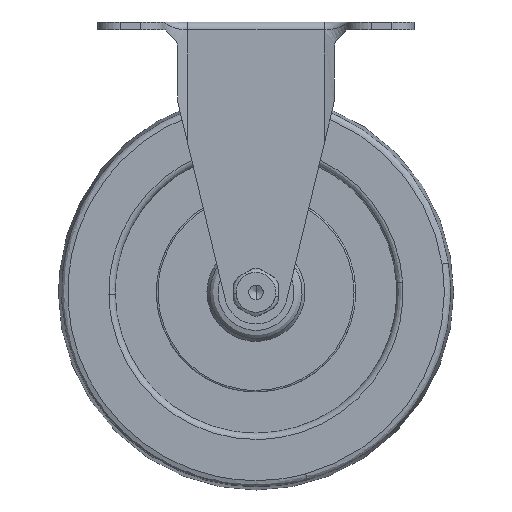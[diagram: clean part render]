
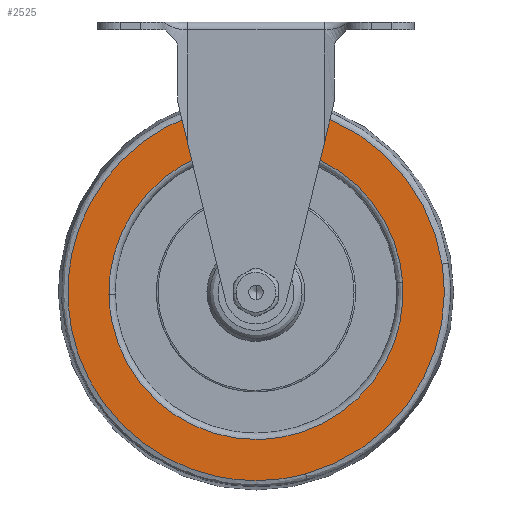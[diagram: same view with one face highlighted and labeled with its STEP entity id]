
A CAD part, front view. The second image highlights one B-rep face of the part: STEP entity #2525.
In plain terms, the highlighted free-form (B-spline) face has degree [1, 1] with [2, 2] control points.
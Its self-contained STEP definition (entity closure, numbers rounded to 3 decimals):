
#725=CARTESIAN_POINT('',(-46.496,-13.5,-0.584));
#726=VERTEX_POINT('',#725);
#740=CARTESIAN_POINT('',(0.0,-13.5,-46.5));
#741=VERTEX_POINT('',#740);
#742=CARTESIAN_POINT('',(0.0,-13.5,-46.5));
#743=CARTESIAN_POINT('',(-45.919,-13.5,-46.5));
#744=CARTESIAN_POINT('',(-46.496,-13.5,-0.584));
#752=(BOUNDED_CURVE()B_SPLINE_CURVE(2,(#742,#743,#744),.UNSPECIFIED.,.F.,.U.)B_SPLINE_CURVE_WITH_KNOTS((3,3),(0.5,0.748),.UNSPECIFIED.)CURVE()GEOMETRIC_REPRESENTATION_ITEM()RATIONAL_B_SPLINE_CURVE((1.0,0.71,0.995))REPRESENTATION_ITEM(''));
#753=EDGE_CURVE('',#741,#726,#752,.T.);
#755=CARTESIAN_POINT('',(46.387,-13.5,3.243));
#756=VERTEX_POINT('',#755);
#757=CARTESIAN_POINT('',(46.387,-13.5,3.243));
#758=CARTESIAN_POINT('',(46.5,-13.5,1.623));
#759=CARTESIAN_POINT('',(46.5,-13.5,0.));
#760=CARTESIAN_POINT('',(46.5,-13.5,-46.5));
#761=CARTESIAN_POINT('',(0.0,-13.5,-46.5));
#769=(BOUNDED_CURVE()B_SPLINE_CURVE(2,(#757,#758,#759,#760,#761),.UNSPECIFIED.,.F.,.U.)B_SPLINE_CURVE_WITH_KNOTS((3,2,3),(0.238,0.25,0.5),.UNSPECIFIED.)CURVE()GEOMETRIC_REPRESENTATION_ITEM()RATIONAL_B_SPLINE_CURVE((0.973,0.986,1.0,0.707,1.0))REPRESENTATION_ITEM(''));
#770=EDGE_CURVE('',#756,#741,#769,.T.);
#827=CARTESIAN_POINT('',(0.0,-13.5,46.5));
#828=VERTEX_POINT('',#827);
#829=CARTESIAN_POINT('',(0.0,-13.5,46.5));
#830=CARTESIAN_POINT('',(43.363,-13.5,46.5));
#831=CARTESIAN_POINT('',(46.387,-13.5,3.243));
#839=(BOUNDED_CURVE()B_SPLINE_CURVE(2,(#829,#830,#831),.UNSPECIFIED.,.F.,.U.)B_SPLINE_CURVE_WITH_KNOTS((3,3),(0.0,0.238),.UNSPECIFIED.)CURVE()GEOMETRIC_REPRESENTATION_ITEM()RATIONAL_B_SPLINE_CURVE((1.0,0.721,0.973))REPRESENTATION_ITEM(''));
#840=EDGE_CURVE('',#828,#756,#839,.T.);
#842=CARTESIAN_POINT('',(-46.496,-13.5,-0.584));
#843=CARTESIAN_POINT('',(-46.5,-13.5,-0.292));
#844=CARTESIAN_POINT('',(-46.5,-13.5,0.));
#845=CARTESIAN_POINT('',(-46.5,-13.5,46.5));
#846=CARTESIAN_POINT('',(0.0,-13.5,46.5));
#854=(BOUNDED_CURVE()B_SPLINE_CURVE(2,(#842,#843,#844,#845,#846),.UNSPECIFIED.,.F.,.U.)B_SPLINE_CURVE_WITH_KNOTS((3,2,3),(0.748,0.75,1.0),.UNSPECIFIED.)CURVE()GEOMETRIC_REPRESENTATION_ITEM()RATIONAL_B_SPLINE_CURVE((0.995,0.997,1.0,0.707,1.0))REPRESENTATION_ITEM(''));
#855=EDGE_CURVE('',#726,#828,#854,.T.);
#1843=CARTESIAN_POINT('',(15.676,-13.5,-57.419));
#1844=VERTEX_POINT('',#1843);
#1845=CARTESIAN_POINT('',(58.845,-13.5,8.942));
#1846=VERTEX_POINT('',#1845);
#1847=CARTESIAN_POINT('',(15.676,-13.5,-57.419));
#1848=CARTESIAN_POINT('',(59.521,-13.5,-45.449));
#1849=CARTESIAN_POINT('',(59.521,-13.5,0.));
#1850=CARTESIAN_POINT('',(59.521,-13.5,4.496));
#1851=CARTESIAN_POINT('',(58.845,-13.5,8.942));
#1859=(BOUNDED_CURVE()B_SPLINE_CURVE(2,(#1847,#1848,#1849,#1850,#1851),.UNSPECIFIED.,.F.,.U.)B_SPLINE_CURVE_WITH_KNOTS((3,2,3),(0.045,0.25,0.276),.UNSPECIFIED.)CURVE()GEOMETRIC_REPRESENTATION_ITEM()RATIONAL_B_SPLINE_CURVE((0.914,0.76,1.0,0.97,0.946))REPRESENTATION_ITEM(''));
#1860=EDGE_CURVE('',#1844,#1846,#1859,.T.);
#1945=CARTESIAN_POINT('',(0.0,-13.5,-59.521));
#1946=VERTEX_POINT('',#1945);
#1947=CARTESIAN_POINT('',(0.0,-13.5,-59.521));
#1948=CARTESIAN_POINT('',(7.979,-13.5,-59.521));
#1949=CARTESIAN_POINT('',(15.676,-13.5,-57.419));
#1957=(BOUNDED_CURVE()B_SPLINE_CURVE(2,(#1947,#1948,#1949),.UNSPECIFIED.,.F.,.U.)B_SPLINE_CURVE_WITH_KNOTS((3,3),(0.0,0.045),.UNSPECIFIED.)CURVE()GEOMETRIC_REPRESENTATION_ITEM()RATIONAL_B_SPLINE_CURVE((1.0,0.947,0.914))REPRESENTATION_ITEM(''));
#1958=EDGE_CURVE('',#1946,#1844,#1957,.T.);
#1960=CARTESIAN_POINT('',(0.0,-13.5,59.521));
#1961=VERTEX_POINT('',#1960);
#1962=CARTESIAN_POINT('',(0.0,-13.5,59.521));
#1963=CARTESIAN_POINT('',(-59.521,-13.5,59.521));
#1964=CARTESIAN_POINT('',(-59.521,-13.5,0.));
#1965=CARTESIAN_POINT('',(-59.521,-13.5,-59.521));
#1966=CARTESIAN_POINT('',(0.0,-13.5,-59.521));
#1974=(BOUNDED_CURVE()B_SPLINE_CURVE(2,(#1962,#1963,#1964,#1965,#1966),.UNSPECIFIED.,.F.,.U.)B_SPLINE_CURVE_WITH_KNOTS((3,2,3),(0.5,0.75,1.0),.UNSPECIFIED.)CURVE()GEOMETRIC_REPRESENTATION_ITEM()RATIONAL_B_SPLINE_CURVE((1.0,0.707,1.0,0.707,1.0))REPRESENTATION_ITEM(''));
#1975=EDGE_CURVE('',#1961,#1946,#1974,.T.);
#1977=CARTESIAN_POINT('',(58.845,-13.5,8.942));
#1978=CARTESIAN_POINT('',(51.16,-13.5,59.521));
#1979=CARTESIAN_POINT('',(0.0,-13.5,59.521));
#1987=(BOUNDED_CURVE()B_SPLINE_CURVE(2,(#1977,#1978,#1979),.UNSPECIFIED.,.F.,.U.)B_SPLINE_CURVE_WITH_KNOTS((3,3),(0.276,0.5),.UNSPECIFIED.)CURVE()GEOMETRIC_REPRESENTATION_ITEM()RATIONAL_B_SPLINE_CURVE((0.946,0.737,1.0))REPRESENTATION_ITEM(''));
#1988=EDGE_CURVE('',#1846,#1961,#1987,.T.);
#2508=CARTESIAN_POINT('',(-65.467,-13.5,-65.467));
#2509=CARTESIAN_POINT('',(-65.467,-13.5,65.467));
#2510=CARTESIAN_POINT('',(65.466,-13.5,-65.467));
#2511=CARTESIAN_POINT('',(65.466,-13.5,65.467));
#2512=B_SPLINE_SURFACE_WITH_KNOTS('',1,1,((#2508,#2510),(#2509,#2511)),.UNSPECIFIED.,.F.,.F.,.U.,(2,2),(2,2),(0.0,130.933),(0.0,130.932),.UNSPECIFIED.);
#2513=ORIENTED_EDGE('',*,*,#1958,.T.);
#2514=ORIENTED_EDGE('',*,*,#1860,.T.);
#2515=ORIENTED_EDGE('',*,*,#1988,.T.);
#2516=ORIENTED_EDGE('',*,*,#1975,.T.);
#2517=EDGE_LOOP('',(#2513,#2514,#2515,#2516));
#2518=FACE_OUTER_BOUND('',#2517,.T.);
#2519=ORIENTED_EDGE('',*,*,#753,.T.);
#2520=ORIENTED_EDGE('',*,*,#855,.T.);
#2521=ORIENTED_EDGE('',*,*,#840,.T.);
#2522=ORIENTED_EDGE('',*,*,#770,.T.);
#2523=EDGE_LOOP('',(#2519,#2520,#2521,#2522));
#2524=FACE_BOUND('',#2523,.T.);
#2525=ADVANCED_FACE('',(#2518,#2524),#2512,.F.);
